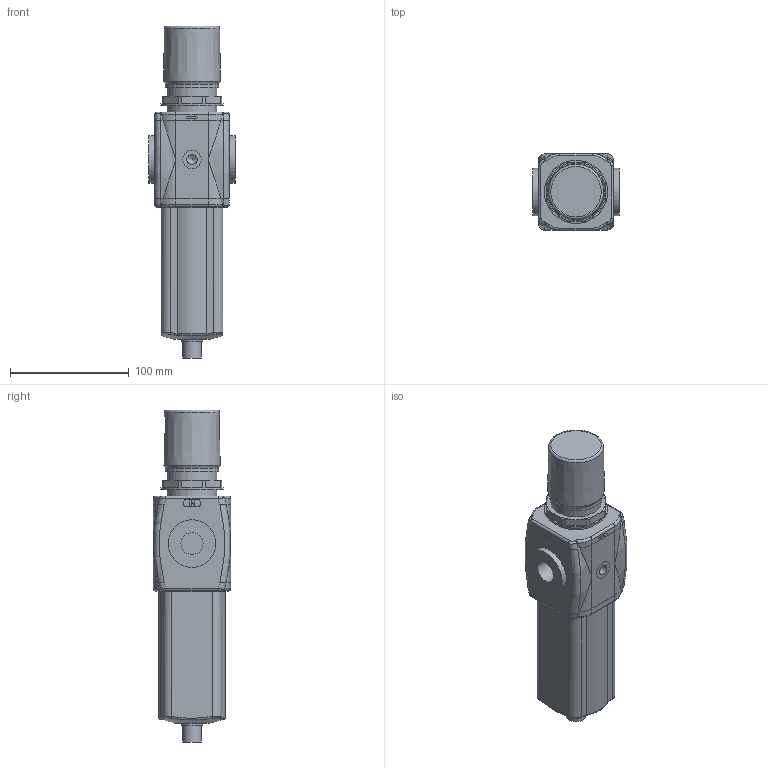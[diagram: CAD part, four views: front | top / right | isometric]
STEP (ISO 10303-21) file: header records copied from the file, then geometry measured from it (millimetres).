
FILE_DESCRIPTION((''),'2;1');
FILE_NAME('#173BE##.iam.step','2010-08-25T14:10:48',(''),(''),'Autodesk Inventor 2010','Autodesk Inventor 2010','');
FILE_SCHEMA(('AUTOMOTIVE_DESIGN { 1 0 10303 214 1 1 1 1 }'));
Length unit declared in the file: millimetre
Products named in the file (3): #173BE##; 1702-012G
Assembly tree (2 placements, depth 2):
  #173BE##
    #173BE##
    1702-012G
Bounding box: 73 x 65 x 279.65 mm (x, y, z)
Volume: 738184.5 mm3; surface area: 68181.5 mm2
Topology: 2 solids, 2 shells, 254 faces, 601 edges, 377 vertices
Faces by surface type: plane 89, bspline 77, cylinder 51, torus 24, cone 13
Full cylindrical faces by diameter (mm): 4.5 x1, 12 x1, 16 x1, 18 x1, 23.8 x1, 28.8 x1, 40 x1, 42 x1, 43 x1, 45 x1, 53 x1
Entity records: 8392 total; most frequent: CARTESIAN_POINT 2946, ORIENTED_EDGE 1136, DIRECTION 980, EDGE_CURVE 568, VERTEX_POINT 370, AXIS2_PLACEMENT_3D 354, EDGE_LOOP 308, VECTOR 272
